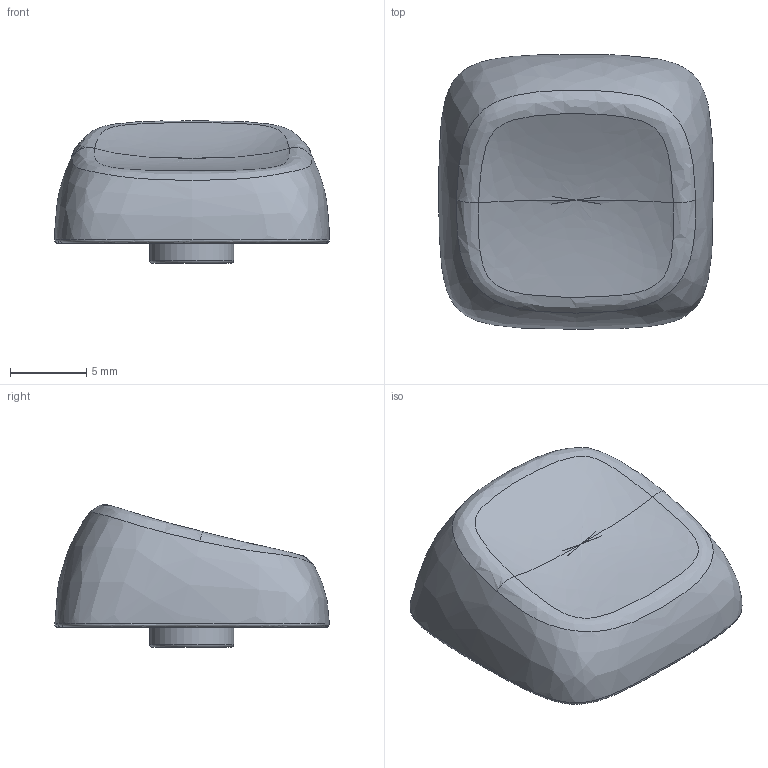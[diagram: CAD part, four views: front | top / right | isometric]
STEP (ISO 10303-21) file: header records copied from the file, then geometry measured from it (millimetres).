
FILE_DESCRIPTION(/* description */ ('','CAx-IF Rec.Pracs.---Representation and Presentation of Product Manufacturing Information (PMI)---4.0---2014-10-13'),/* implementation_level */ '2;1');
FILE_NAME(/* name */ '[MX] Normal Tilted v1.step',/* time_stamp */ '2025-01-07T14:46:12+08:00',/* author */ (''),/* organization */ (''),/* preprocessor_version */ 'ST-DEVELOPER v20',/* originating_system */ 'Autodesk Translation Framework v13.20.0.188',/* authorisation */ '');
FILE_SCHEMA (('AP242_MANAGED_MODEL_BASED_3D_ENGINEERING_MIM_LF { 1 0 10303 442 1 1 4 }'));
Length unit declared in the file: millimetre
Products named in the file (2): [MX] Normal Tilted; MX Plug
Assembly tree (1 placements, depth 2):
  [MX] Normal Tilted
    MX Plug
Bounding box: 17.99 x 17.97 x 9.34 mm (x, y, z)
Volume: 1281.7 mm3; surface area: 1215.8 mm2
Topology: 2 solids, 2 shells, 54 faces, 161 edges, 112 vertices
Faces by surface type: plane 22, cylinder 17, bspline 13, torus 2
Full cylindrical faces by diameter (mm): 5.5 x1
Entity records: 5264 total; most frequent: CARTESIAN_POINT 3865, ORIENTED_EDGE 318, DIRECTION 232, EDGE_CURVE 159, VERTEX_POINT 112, AXIS2_PLACEMENT_3D 83, LINE 66, VECTOR 66
